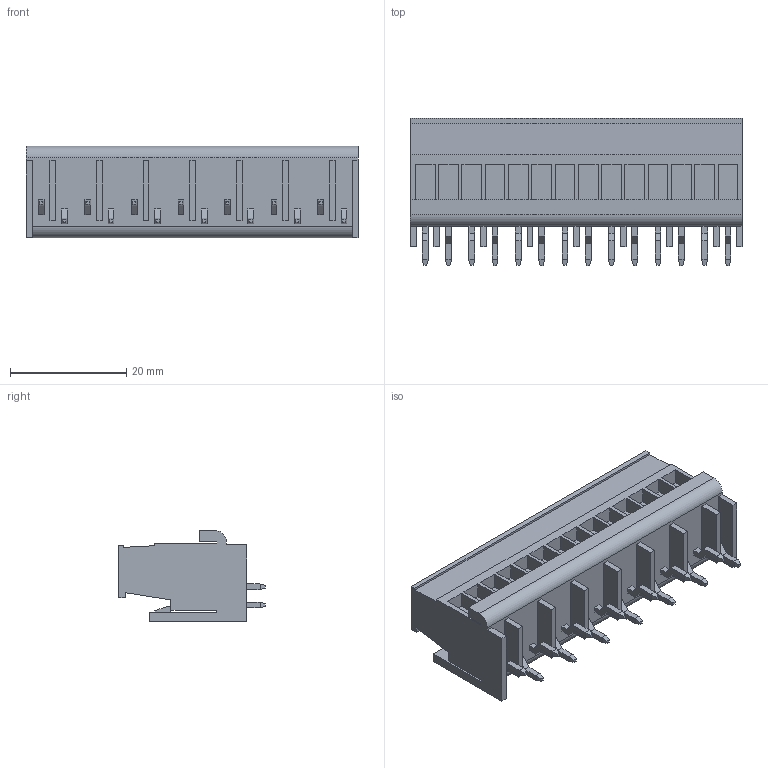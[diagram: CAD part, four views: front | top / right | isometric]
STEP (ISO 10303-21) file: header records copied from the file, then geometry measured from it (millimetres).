
FILE_DESCRIPTION(('CATIA V5 STEP Exchange','CAx-IF Rec.Pracs.--- Model Styling and Organization---1.4--- 2014-01-23'),'2;1');
FILE_NAME ('D1535792_0_2761080000_2761080000.stp','2022-05-19T07:54:50+00:00',('none'),('Weidmueller'),'CATIA Version 5-6 Release 2016 SP3 HF44','CATIA V5 STEP AP214','none');
FILE_SCHEMA(('AUTOMOTIVE_DESIGN { 1 0 10303 214 1 1 1 1 }'));
Length unit declared in the file: millimetre
Products named in the file (1): 2761080000
Bounding box: 57.03 x 25.24 x 15.7 mm (x, y, z)
Volume: 11834.4 mm3; surface area: 8178.7 mm2
Topology: 15 solids, 15 shells, 383 faces, 955 edges, 636 vertices
Faces by surface type: plane 353, cylinder 30
Entity records: 10667 total; most frequent: ORIENTED_EDGE 1910, CARTESIAN_POINT 1874, DIRECTION 1519, EDGE_CURVE 955, VECTOR 895, LINE 895, VERTEX_POINT 636, EDGE_LOOP 419
